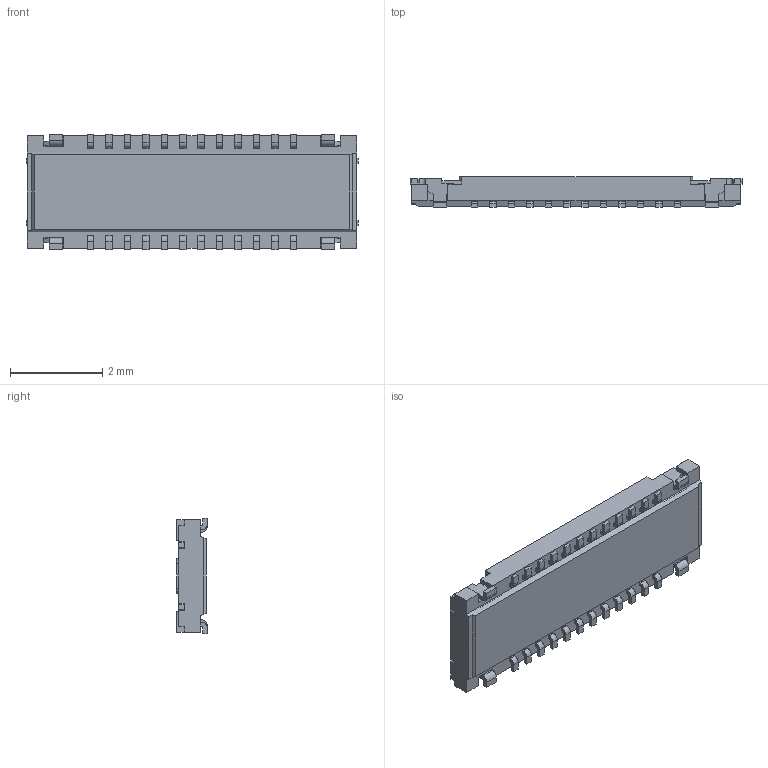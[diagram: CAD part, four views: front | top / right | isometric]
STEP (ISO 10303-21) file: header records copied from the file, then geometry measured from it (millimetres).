
FILE_DESCRIPTION((''),'2;1');
FILE_NAME('5037722410','2018-09-28T',('gga'),(''),'PRO/ENGINEER BY PARAMETRIC TECHNOLOGY CORPORATION, 2016010','PRO/ENGINEER BY PARAMETRIC TECHNOLOGY CORPORATION, 2016010','');
FILE_SCHEMA(('CONFIG_CONTROL_DESIGN'));
Length unit declared in the file: millimetre
Products named in the file (1): 5037722410
Bounding box: 7.2 x 0.66 x 2.5 mm (x, y, z)
Volume: 7.2 mm3; surface area: 69.9 mm2
Topology: 1 solids, 1 shells, 839 faces, 2580 edges, 1752 vertices
Faces by surface type: plane 603, cylinder 236
Entity records: 28549 total; most frequent: CARTESIAN_POINT 5060, ORIENTED_EDGE 4936, DIRECTION 4736, EDGE_CURVE 2468, VECTOR 2104, LINE 2104, VERTEX_POINT 1640, AXIS2_PLACEMENT_3D 1316
